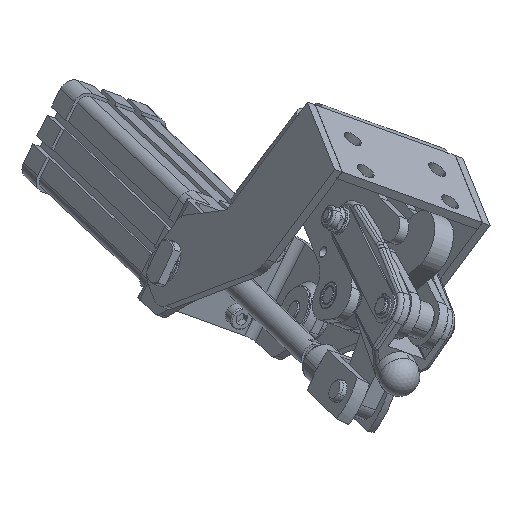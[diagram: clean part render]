
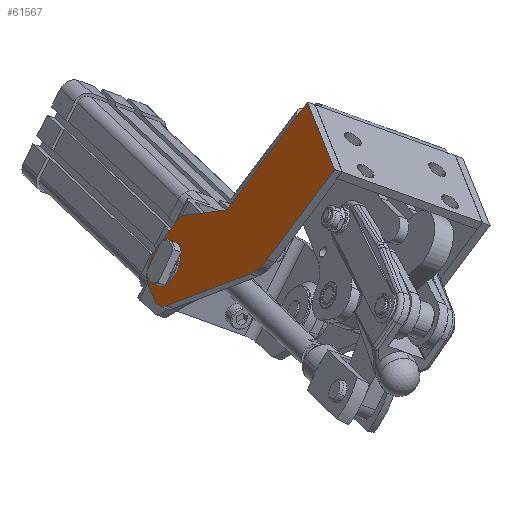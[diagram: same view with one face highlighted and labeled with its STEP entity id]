
A CAD part, front view. The second image highlights one B-rep face of the part: STEP entity #61567.
In plain terms, the highlighted planar face has unit normal (-0.802, -0.521, 0.29).
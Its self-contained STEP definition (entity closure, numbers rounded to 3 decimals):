
#5699=CARTESIAN_POINT('',(150.916,39.571,-187.271));
#5700=VERTEX_POINT('',#5699);
#5716=CARTESIAN_POINT('',(153.987,34.84,-187.281));
#5717=VERTEX_POINT('',#5716);
#5724=CARTESIAN_POINT('',(155.303,39.032,-176.114));
#5725=DIRECTION('',(0.802,0.521,-0.29));
#5726=DIRECTION('',(-0.366,0.045,-0.93));
#5727=AXIS2_PLACEMENT_3D('',#5724,#5725,#5726);
#5728=CIRCLE('',#5727,12.);
#5729=EDGE_CURVE('',#5717,#5700,#5728,.T.);
#5823=CARTESIAN_POINT('',(146.087,56.186,-170.777));
#5824=VERTEX_POINT('',#5823);
#5833=CARTESIAN_POINT('',(149.787,55.136,-162.436));
#5834=VERTEX_POINT('',#5833);
#5835=CARTESIAN_POINT('',(152.818,46.286,-169.953));
#5836=DIRECTION('',(0.802,0.521,-0.29));
#5837=DIRECTION('',(-0.561,0.825,-0.069));
#5838=AXIS2_PLACEMENT_3D('',#5835,#5836,#5837);
#5839=CIRCLE('',#5838,12.);
#5840=EDGE_CURVE('',#5824,#5834,#5839,.T.);
#5867=CARTESIAN_POINT('',(179.878,18.066,-145.841));
#5868=VERTEX_POINT('',#5867);
#5884=CARTESIAN_POINT('',(178.497,19.86,-146.434));
#5885=VERTEX_POINT('',#5884);
#5892=CARTESIAN_POINT('',(179.719,21.168,-140.708));
#5893=DIRECTION('',(-0.802,-0.521,0.29));
#5894=DIRECTION('',(0.026,-0.517,-0.856));
#5895=AXIS2_PLACEMENT_3D('',#5892,#5893,#5894);
#5896=CIRCLE('',#5895,6.);
#5897=EDGE_CURVE('',#5885,#5868,#5896,.T.);
#5949=CARTESIAN_POINT('',(160.073,46.723,-149.114));
#5950=VERTEX_POINT('',#5949);
#5959=CARTESIAN_POINT('',(161.454,44.929,-148.52));
#5960=VERTEX_POINT('',#5959);
#5961=CARTESIAN_POINT('',(160.232,43.621,-154.247));
#5962=DIRECTION('',(0.802,0.521,-0.29));
#5963=DIRECTION('',(-0.026,0.517,0.856));
#5964=AXIS2_PLACEMENT_3D('',#5961,#5962,#5963);
#5965=CIRCLE('',#5964,6.);
#5966=EDGE_CURVE('',#5950,#5960,#5965,.T.);
#6033=CARTESIAN_POINT('',(193.598,-17.255,-171.36));
#6034=VERTEX_POINT('',#6033);
#6043=CARTESIAN_POINT('',(189.903,-12.827,-173.618));
#6044=VERTEX_POINT('',#6043);
#6045=CARTESIAN_POINT('',(192.096,-5.84,-155.006));
#6046=DIRECTION('',(0.802,0.521,-0.29));
#6047=DIRECTION('',(0.075,-0.571,-0.818));
#6048=AXIS2_PLACEMENT_3D('',#6045,#6046,#6047);
#6049=CIRCLE('',#6048,20.0);
#6050=EDGE_CURVE('',#6034,#6044,#6049,.T.);
#6301=CARTESIAN_POINT('',(159.812,36.366,-168.437));
#6302=VERTEX_POINT('',#6301);
#6318=CARTESIAN_POINT('',(150.584,49.205,-170.887));
#6319=VERTEX_POINT('',#6318);
#6326=CARTESIAN_POINT('',(155.198,42.786,-169.662));
#6327=DIRECTION('',(0.802,0.521,-0.29));
#6328=DIRECTION('',(0.253,-0.737,-0.626));
#6329=AXIS2_PLACEMENT_3D('',#6326,#6327,#6328);
#6330=CIRCLE('',#6329,8.);
#6331=EDGE_CURVE('',#6302,#6319,#6330,.T.);
#60654=CARTESIAN_POINT('',(153.177,48.685,-164.651));
#60655=VERTEX_POINT('',#60654);
#60656=CARTESIAN_POINT('',(155.198,42.786,-169.662));
#60657=DIRECTION('',(0.802,0.521,-0.29));
#60658=DIRECTION('',(0.253,-0.737,-0.626));
#60659=AXIS2_PLACEMENT_3D('',#60656,#60657,#60658);
#60660=CIRCLE('',#60659,8.);
#60661=EDGE_CURVE('',#60655,#6302,#60660,.T.);
#60663=CARTESIAN_POINT('',(155.198,42.786,-169.662));
#60664=DIRECTION('',(0.802,0.521,-0.29));
#60665=DIRECTION('',(0.253,-0.737,-0.626));
#60666=AXIS2_PLACEMENT_3D('',#60663,#60664,#60665);
#60667=CIRCLE('',#60666,8.);
#60668=EDGE_CURVE('',#6319,#60655,#60667,.T.);
#61416=CARTESIAN_POINT('',(197.148,-20.589,-167.534));
#61417=VERTEX_POINT('',#61416);
#61424=CARTESIAN_POINT('',(192.096,-5.84,-155.006));
#61425=DIRECTION('',(0.802,0.521,-0.29));
#61426=DIRECTION('',(0.075,-0.571,-0.818));
#61427=AXIS2_PLACEMENT_3D('',#61424,#61425,#61426);
#61428=CIRCLE('',#61427,20.0);
#61429=EDGE_CURVE('',#61417,#6034,#61428,.T.);
#61440=CARTESIAN_POINT('',(153.987,34.84,-187.281));
#61441=DIRECTION('',(0.587,-0.779,0.223));
#61442=VECTOR('',#61441,61.227);
#61443=LINE('',#61440,#61442);
#61444=EDGE_CURVE('',#5717,#6044,#61443,.T.);
#61456=CARTESIAN_POINT('',(177.086,8.763,-170.27));
#61457=DIRECTION('',(-0.802,-0.521,0.29));
#61458=DIRECTION('',(-0.253,0.737,0.626));
#61459=AXIS2_PLACEMENT_3D('',#61456,#61457,#61458);
#61460=PLANE('',#61459);
#61461=ORIENTED_EDGE('',*,*,#61429,.F.);
#61462=CARTESIAN_POINT('',(226.113,-43.588,-128.776));
#61463=VERTEX_POINT('',#61462);
#61464=CARTESIAN_POINT('',(226.113,-43.588,-128.776));
#61465=DIRECTION('',(-0.541,0.429,-0.723));
#61466=VECTOR('',#61465,53.573);
#61467=LINE('',#61464,#61466);
#61468=EDGE_CURVE('',#61463,#61417,#61467,.T.);
#61469=ORIENTED_EDGE('',*,*,#61468,.F.);
#61470=CARTESIAN_POINT('',(214.494,-9.665,-99.963));
#61471=VERTEX_POINT('',#61470);
#61472=CARTESIAN_POINT('',(214.494,-9.665,-99.963));
#61473=DIRECTION('',(0.253,-0.737,-0.626));
#61474=VECTOR('',#61473,46.0);
#61475=LINE('',#61472,#61474);
#61476=EDGE_CURVE('',#61471,#61463,#61475,.T.);
#61477=ORIENTED_EDGE('',*,*,#61476,.F.);
#61478=CARTESIAN_POINT('',(210.168,-6.23,-105.75));
#61479=VERTEX_POINT('',#61478);
#61480=CARTESIAN_POINT('',(210.168,-6.23,-105.75));
#61481=DIRECTION('',(0.541,-0.429,0.723));
#61482=VECTOR('',#61481,8.0);
#61483=LINE('',#61480,#61482);
#61484=EDGE_CURVE('',#61479,#61471,#61483,.T.);
#61485=ORIENTED_EDGE('',*,*,#61484,.F.);
#61486=CARTESIAN_POINT('',(182.054,16.093,-143.37));
#61487=VERTEX_POINT('',#61486);
#61488=CARTESIAN_POINT('',(210.168,-6.23,-105.75));
#61489=DIRECTION('',(-0.541,0.429,-0.723));
#61490=VECTOR('',#61489,52.);
#61491=LINE('',#61488,#61490);
#61492=EDGE_CURVE('',#61479,#61487,#61491,.T.);
#61493=ORIENTED_EDGE('',*,*,#61492,.T.);
#61494=CARTESIAN_POINT('',(181.235,16.743,-144.466));
#61495=VERTEX_POINT('',#61494);
#61496=CARTESIAN_POINT('',(182.054,16.093,-143.37));
#61497=DIRECTION('',(-0.541,0.429,-0.723));
#61498=VECTOR('',#61497,1.515);
#61499=LINE('',#61496,#61498);
#61500=EDGE_CURVE('',#61487,#61495,#61499,.T.);
#61501=ORIENTED_EDGE('',*,*,#61500,.T.);
#61502=CARTESIAN_POINT('',(179.719,21.168,-140.708));
#61503=DIRECTION('',(-0.802,-0.521,0.29));
#61504=DIRECTION('',(0.026,-0.517,-0.856));
#61505=AXIS2_PLACEMENT_3D('',#61502,#61503,#61504);
#61506=CIRCLE('',#61505,6.);
#61507=EDGE_CURVE('',#5868,#61495,#61506,.T.);
#61508=ORIENTED_EDGE('',*,*,#61507,.F.);
#61509=ORIENTED_EDGE('',*,*,#5897,.F.);
#61510=CARTESIAN_POINT('',(178.497,19.86,-146.434));
#61511=DIRECTION('',(-0.561,0.825,-0.069));
#61512=VECTOR('',#61511,30.385);
#61513=LINE('',#61510,#61512);
#61514=EDGE_CURVE('',#5885,#5960,#61513,.T.);
#61515=ORIENTED_EDGE('',*,*,#61514,.T.);
#61516=ORIENTED_EDGE('',*,*,#5966,.F.);
#61517=CARTESIAN_POINT('',(158.716,48.046,-150.489));
#61518=VERTEX_POINT('',#61517);
#61519=CARTESIAN_POINT('',(160.232,43.621,-154.247));
#61520=DIRECTION('',(0.802,0.521,-0.29));
#61521=DIRECTION('',(-0.026,0.517,0.856));
#61522=AXIS2_PLACEMENT_3D('',#61519,#61520,#61521);
#61523=CIRCLE('',#61522,6.);
#61524=EDGE_CURVE('',#61518,#5950,#61523,.T.);
#61525=ORIENTED_EDGE('',*,*,#61524,.F.);
#61526=CARTESIAN_POINT('',(158.716,48.046,-150.489));
#61527=DIRECTION('',(-0.541,0.429,-0.723));
#61528=VECTOR('',#61527,16.515);
#61529=LINE('',#61526,#61528);
#61530=EDGE_CURVE('',#61518,#5834,#61529,.T.);
#61531=ORIENTED_EDGE('',*,*,#61530,.T.);
#61532=ORIENTED_EDGE('',*,*,#5840,.F.);
#61533=CARTESIAN_POINT('',(146.33,51.438,-178.634));
#61534=VERTEX_POINT('',#61533);
#61535=CARTESIAN_POINT('',(152.818,46.286,-169.953));
#61536=DIRECTION('',(0.802,0.521,-0.29));
#61537=DIRECTION('',(-0.561,0.825,-0.069));
#61538=AXIS2_PLACEMENT_3D('',#61535,#61536,#61537);
#61539=CIRCLE('',#61538,12.);
#61540=EDGE_CURVE('',#61534,#5824,#61539,.T.);
#61541=ORIENTED_EDGE('',*,*,#61540,.F.);
#61542=CARTESIAN_POINT('',(148.815,44.184,-184.796));
#61543=VERTEX_POINT('',#61542);
#61544=CARTESIAN_POINT('',(146.33,51.438,-178.634));
#61545=DIRECTION('',(0.253,-0.737,-0.626));
#61546=VECTOR('',#61545,9.837);
#61547=LINE('',#61544,#61546);
#61548=EDGE_CURVE('',#61534,#61543,#61547,.T.);
#61549=ORIENTED_EDGE('',*,*,#61548,.T.);
#61550=CARTESIAN_POINT('',(155.303,39.032,-176.114));
#61551=DIRECTION('',(0.802,0.521,-0.29));
#61552=DIRECTION('',(-0.366,0.045,-0.93));
#61553=AXIS2_PLACEMENT_3D('',#61550,#61551,#61552);
#61554=CIRCLE('',#61553,12.);
#61555=EDGE_CURVE('',#5700,#61543,#61554,.T.);
#61556=ORIENTED_EDGE('',*,*,#61555,.F.);
#61557=ORIENTED_EDGE('',*,*,#5729,.F.);
#61558=ORIENTED_EDGE('',*,*,#61444,.T.);
#61559=ORIENTED_EDGE('',*,*,#6050,.F.);
#61560=EDGE_LOOP('',(#61461,#61469,#61477,#61485,#61493,#61501,#61508,#61509,#61515,#61516,#61525,#61531,#61532,#61541,#61549,#61556,#61557,#61558,#61559));
#61561=FACE_OUTER_BOUND('',#61560,.T.);
#61562=ORIENTED_EDGE('',*,*,#60661,.T.);
#61563=ORIENTED_EDGE('',*,*,#6331,.T.);
#61564=ORIENTED_EDGE('',*,*,#60668,.T.);
#61565=EDGE_LOOP('',(#61562,#61563,#61564));
#61566=FACE_BOUND('',#61565,.T.);
#61567=ADVANCED_FACE('',(#61561,#61566),#61460,.T.);
